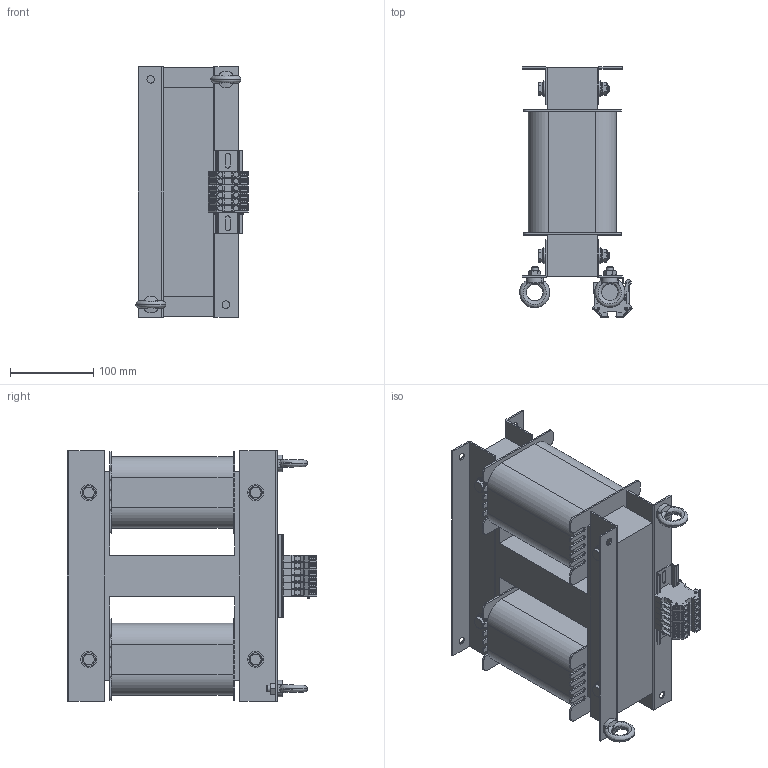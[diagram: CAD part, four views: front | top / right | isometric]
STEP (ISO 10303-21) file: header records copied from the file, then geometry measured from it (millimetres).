
FILE_DESCRIPTION(/* description */ (''),/* implementation_level */ '2;1');
FILE_NAME(/* name */ 'YZV02405400.stp',/* time_stamp */ '2023-03-31T10:50:11+02:00',/* author */ ('velazquez'),/* organization */ ('MANUMAG'),/* preprocessor_version */ 'ST-DEVELOPER v19.2',/* originating_system */ 'Autodesk Inventor 2023',/* authorisation */ '');
FILE_SCHEMA (('AUTOMOTIVE_DESIGN { 1 0 10303 214 3 1 1 }'));
Length unit declared in the file: millimetre
Products named in the file (12): YZV02405400; 3UI150 250 x 250 - 60 (Rc50); UI 150_60; RC50 NT050; DIN 125 - A 8,4; centrador M8; DIN 933 - M8  x 80; DIN 580 - M8; DIN 934 - M8; carril 4 agujeros; FICHA 6; FICHA 6 AM_VE
Assembly tree (42 placements, depth 2):
  YZV02405400
    3UI150 250 x 250 - 60 (Rc50)
    UI 150_60  x2
    RC50 NT050  x4
    DIN 125 - A 8,4  x8
    DIN 934 - M8  x6
    centrador M8  x8
    DIN 933 - M8  x 80  x4
    DIN 580 - M8  x2
    carril 4 agujeros
    FICHA 6  x5
    FICHA 6 AM_VE
Bounding box: 135 x 299.47 x 300 mm (x, y, z)
Volume: 4798806.8 mm3; surface area: 685621.4 mm2
Topology: 42 solids, 42 shells, 2374 faces, 6342 edges, 4107 vertices
Faces by surface type: plane 1614, cylinder 596, cone 110, torus 34, sphere 12, bspline 8
Full cylindrical faces by diameter (mm): 2.4 x12, 2.5 x12, 2.75 x12, 2.95 x12, 6.3 x12, 6.647 x6, 7 x2, 7.323 x4, 8 x14, 8.4 x8, 9 x8, 9.6 x8, 10.5 x8, 11 x6, 11.4 x4, 16 x8, 19 x8
Entity records: 29088 total; most frequent: CARTESIAN_POINT 5364, DIRECTION 4746, ORIENTED_EDGE 4742, EDGE_CURVE 2371, LINE 1766, VECTOR 1766, VERTEX_POINT 1541, AXIS2_PLACEMENT_3D 1490
